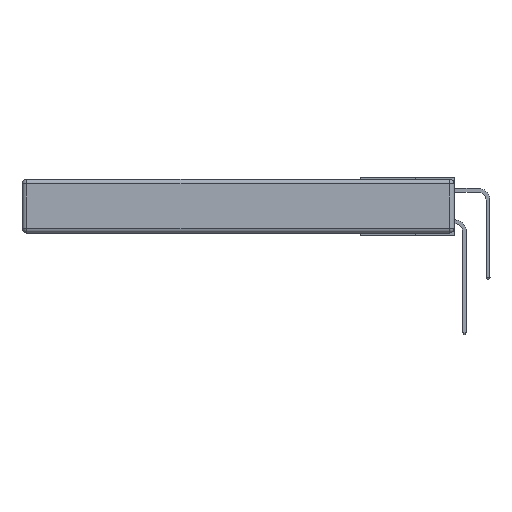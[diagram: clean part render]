
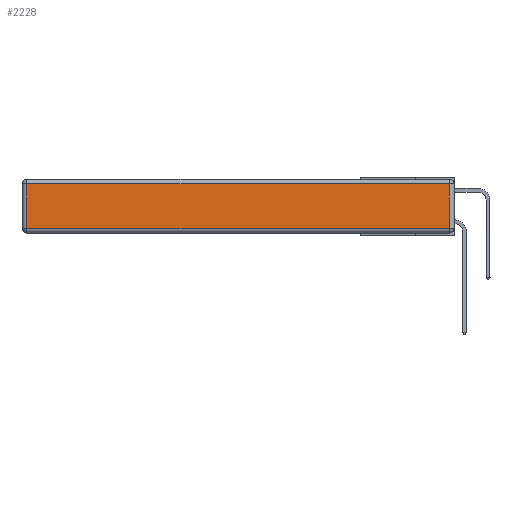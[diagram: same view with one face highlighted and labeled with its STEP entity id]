
A CAD part, left-side view. The second image highlights one B-rep face of the part: STEP entity #2228.
In plain terms, the highlighted planar face has unit normal (-1, 0, 0).
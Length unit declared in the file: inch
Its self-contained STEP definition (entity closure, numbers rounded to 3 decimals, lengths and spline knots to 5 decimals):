
#380 = LINE ( 'NONE', #12170, #5609 ) ;
#792 = DIRECTION ( 'NONE',  ( 0., 0., 1. ) ) ;
#910 = VERTEX_POINT ( 'NONE', #10836 ) ;
#1947 = CARTESIAN_POINT ( 'NONE',  ( 0., 0.03, -0.03 ) ) ;
#2171 = VECTOR ( 'NONE', #13670, 39.37008 ) ;
#2228 = ADVANCED_FACE ( 'NONE', ( #4490 ), #2784, .T. ) ;
#2496 = VECTOR ( 'NONE', #9078, 39.37008 ) ;
#2784 = PLANE ( 'NONE',  #17671 ) ;
#3877 = CARTESIAN_POINT ( 'NONE',  ( 0., 2.72, -0.313 ) ) ;
#3997 = ORIENTED_EDGE ( 'NONE', *, *, #18851, .T. ) ;
#4490 = FACE_OUTER_BOUND ( 'NONE', #10895, .T. ) ;
#5609 = VECTOR ( 'NONE', #14032, 39.37008 ) ;
#6346 = VERTEX_POINT ( 'NONE', #3877 ) ;
#6668 = LINE ( 'NONE', #8075, #20315 ) ;
#7532 = EDGE_CURVE ( 'NONE', #11416, #18740, #21015, .T. ) ;
#8075 = CARTESIAN_POINT ( 'NONE',  ( 0., 2.72, -0.343 ) ) ;
#8456 = ORIENTED_EDGE ( 'NONE', *, *, #7532, .T. ) ;
#9078 = DIRECTION ( 'NONE',  ( 0., 1., 0. ) ) ;
#10211 = ORIENTED_EDGE ( 'NONE', *, *, #10808, .T. ) ;
#10808 = EDGE_CURVE ( 'NONE', #6346, #11416, #380, .T. ) ;
#10836 = CARTESIAN_POINT ( 'NONE',  ( 0., 2.72, -0.03 ) ) ;
#10895 = EDGE_LOOP ( 'NONE', ( #10211, #8456, #3997, #19007 ) ) ;
#11176 = EDGE_CURVE ( 'NONE', #910, #6346, #6668, .T. ) ;
#11416 = VERTEX_POINT ( 'NONE', #19696 ) ;
#12170 = CARTESIAN_POINT ( 'NONE',  ( 0., 0., -0.313 ) ) ;
#13046 = DIRECTION ( 'NONE',  ( -1., 0., 0. ) ) ;
#13670 = DIRECTION ( 'NONE',  ( 0., 0., 1. ) ) ;
#14032 = DIRECTION ( 'NONE',  ( 0., -1., 0. ) ) ;
#15515 = CARTESIAN_POINT ( 'NONE',  ( 0., 0.03, -0.343 ) ) ;
#16317 = CARTESIAN_POINT ( 'NONE',  ( 0., 2.75, -0.03 ) ) ;
#16600 = LINE ( 'NONE', #16317, #2496 ) ;
#17671 = AXIS2_PLACEMENT_3D ( 'NONE', #20535, #13046, #792 ) ;
#18740 = VERTEX_POINT ( 'NONE', #1947 ) ;
#18851 = EDGE_CURVE ( 'NONE', #18740, #910, #16600, .T. ) ;
#19007 = ORIENTED_EDGE ( 'NONE', *, *, #11176, .T. ) ;
#19696 = CARTESIAN_POINT ( 'NONE',  ( 0., 0.03, -0.313 ) ) ;
#20315 = VECTOR ( 'NONE', #20499, 39.37008 ) ;
#20499 = DIRECTION ( 'NONE',  ( 0., 0., -1. ) ) ;
#20535 = CARTESIAN_POINT ( 'NONE',  ( 0., 0., -0.343 ) ) ;
#21015 = LINE ( 'NONE', #15515, #2171 ) ;
